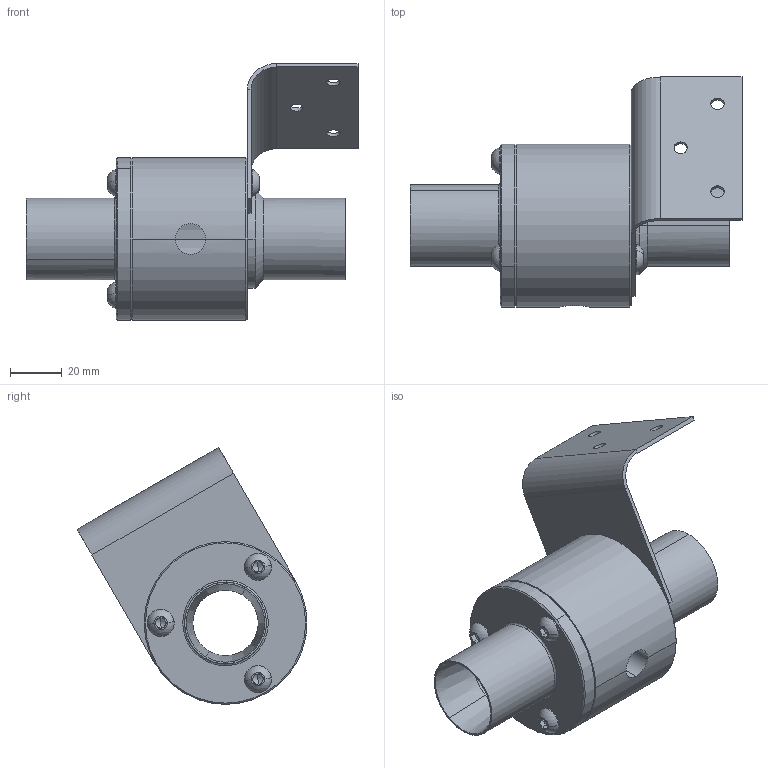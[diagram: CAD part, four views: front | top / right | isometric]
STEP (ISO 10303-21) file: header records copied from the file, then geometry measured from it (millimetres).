
FILE_DESCRIPTION (( 'STEP AP203' ), '1' );
FILE_NAME ('RV2-3D.STEP', '2017-11-07T15:23:47', ( '' ), ( '' ), 'SwSTEP 2.0', 'SolidWorks 2016', '' );
FILE_SCHEMA (( 'CONFIG_CONTROL_DESIGN' ));
Length unit declared in the file: millimetre
Products named in the file (5): RV2-3D; AMSK283-2; socket button head screw_bsi_2_BS EN ISO 7380 - M6 x 16 - 16N; AMSK283-1; AMSK283-4
Assembly tree (8 placements, depth 2):
  RV2-3D
    AMSK283-2
    AMSK283-1
    AMSK283-4
    socket button head screw_bsi_2_BS EN ISO 7380 - M6 x 16 - 16N  x5
Bounding box: 128.9 x 89.25 x 99.7 mm (x, y, z)
Volume: 130737.5 mm3; surface area: 57133.1 mm2
Topology: 8 solids, 8 shells, 216 faces, 504 edges, 305 vertices
Faces by surface type: plane 95, cylinder 65, cone 32, torus 10, sphere 10, bspline 4
Entity records: 4106 total; most frequent: CARTESIAN_POINT 809, DIRECTION 610, ORIENTED_EDGE 524, EDGE_CURVE 262, AXIS2_PLACEMENT_3D 247, VERTEX_POINT 165, EDGE_LOOP 139, CIRCLE 132
